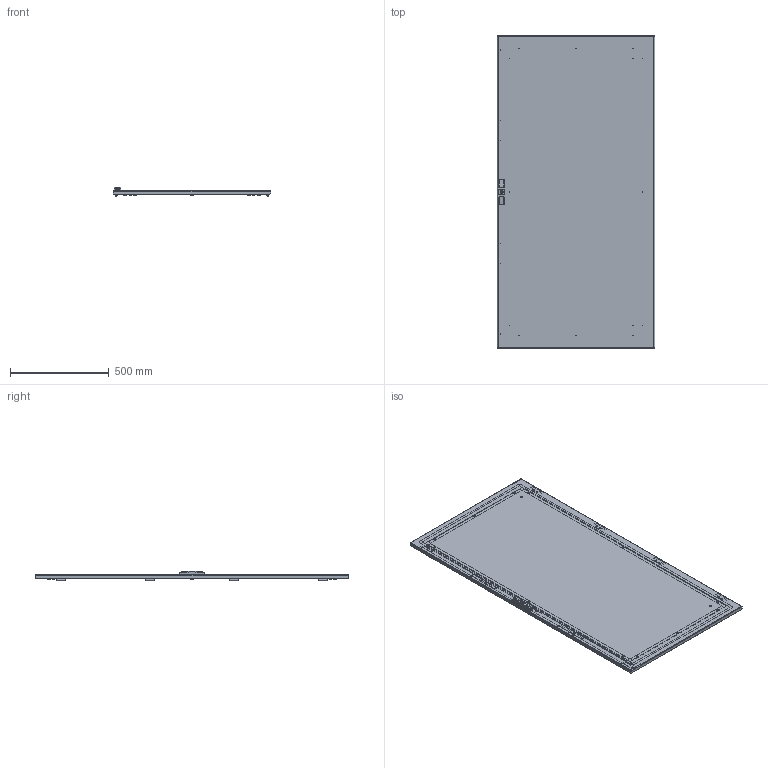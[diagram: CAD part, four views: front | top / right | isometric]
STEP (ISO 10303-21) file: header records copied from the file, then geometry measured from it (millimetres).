
FILE_DESCRIPTION (( 'STEP AP203' ), '1' );
FILE_NAME ('UR40702160800 Äâåðü ãëóõàÿ RS52 160.80 ÑÏ (000.801.407-02).STEP', '2022-04-08T09:28:17', ( '' ), ( '' ), 'SwSTEP 2.0', 'SolidWorks 2017', '' );
FILE_SCHEMA (( 'CONFIG_CONTROL_DESIGN' ));
Length unit declared in the file: millimetre
Products named in the file (27): 037-50 Ïåòëÿ LC3; UR40702160800 Äâåðü ãëóõàÿ RS52 160.80 ÑÏ (000.801.407-02); 040-194 Ïëàíêà çàïîðíàÿ_02 (160.00); 048-06 Ïðóæèíà ïåòëè çàæèìíàÿ; MS896 Çàìîê-íàêëàäêà îñíîâíàÿ äëÿ LC_Žâªàëâ®; Øïèëüêà çàçåìëåíèÿ CKF CS_Œ6å16; 040-238 Ïëàíêà çàïîðíàÿ_02 (160.00); Øàéáà 6402 Ò_Œ6; 050-42 Âòóëêà ñêðûòîé ïåòëè; Âèíò DIN 7500 C TORX_Œ5å16; Ãàéêà Ýðèêñîíà Ì6 ñ ïëîñêîé ãîëîâêîé; 012-1968 Ïàíåëü äâåðè RS52 160.00_02 (160.80); 000.231.069 Ðàìà óñèëèâàþùàÿ RS52_11 (160.80); 016-90 Øòûðü ïåòëè LC3; Âèíò ISO 10642 TX_Œ5å10; 000.800.061 Ïåòëÿ LC3_‡ ªàëâ®; Ãàéêà øåñòèãðàííàÿ âûñîêàÿ ñàìîñòîïîðÿùàÿñÿ ñ ôëàíöåì ÃÎÑÒ ISO 7043_Œ6; 029-373 Ñîåäèíèòåëü óãëîâîé ðàìêè äâåðè RS52; Óïëîòíèòåëü ÏÏÓ äëÿ äâåðêè LC3_08 (160å80); 040-237 Ïëàíêà çàïîðíàÿ ÏÐÎÁÀ 3_02 (160.00); Âèíò ISO 10642 TX_Œ5å16; 028-126 Ñêîáà LC3; 054-271 Ïîïåðå÷èíà äâåðè RS52_02 (00.80); 000.203.216 ﾄ粢 RS52 160.00_02 (160.80); 000.210.494 Îñíîâàíèå äâåðè RS52 160.00_02 (160.80); Øïèëüêà ðåçüáîâàÿ ñ î÷èñòêîé îò êðàñêè_Œ6å12; 054-270 Ñòîéêà äâåðè RS52_02 (160.00)
Assembly tree (104 placements, depth 4):
  UR40702160800 Äâåðü ãëóõàÿ RS52 160.80 ÑÏ (000.801.407-02)
    000.203.216 ﾄ粢 RS52 160.00_02 (160.80)
      000.210.494 Îñíîâàíèå äâåðè RS52 160.00_02 (160.80)
        012-1968 Ïàíåëü äâåðè RS52 160.00_02 (160.80)
        Øïèëüêà çàçåìëåíèÿ CKF CS_Œ6å16  x2
        Øïèëüêà ðåçüáîâàÿ ñ î÷èñòêîé îò êðàñêè_Œ6å12  x18
        050-42 Âòóëêà ñêðûòîé ïåòëè  x4
      000.231.069 Ðàìà óñèëèâàþùàÿ RS52_11 (160.80)
        054-270 Ñòîéêà äâåðè RS52_02 (160.00)  x2
        054-271 Ïîïåðå÷èíà äâåðè RS52_02 (00.80)  x2
        029-373 Ñîåäèíèòåëü óãëîâîé ðàìêè äâåðè RS52  x4
        Âèíò DIN 7500 C TORX_Œ5å16  x8
      Ãàéêà Ýðèêñîíà Ì6 ñ ïëîñêîé ãîëîâêîé  x12
      Óïëîòíèòåëü ÏÏÓ äëÿ äâåðêè LC3_08 (160å80)
      MS896 Çàìîê-íàêëàäêà îñíîâíàÿ äëÿ LC_Žâªàëâ®
      Âèíò ISO 10642 TX_Œ5å10  x2
      040-237 Ïëàíêà çàïîðíàÿ ÏÐÎÁÀ 3_02 (160.00)
      Øàéáà 6402 Ò_Œ6  x6
      Ãàéêà øåñòèãðàííàÿ âûñîêàÿ ñàìîñòîïîðÿùàÿñÿ ñ ôëàíöåì ÃÎÑÒ ISO 7043_Œ6  x6
      040-238 Ïëàíêà çàïîðíàÿ_02 (160.00)
      040-194 Ïëàíêà çàïîðíàÿ_02 (160.00)
    000.800.061 Ïåòëÿ LC3_‡ ªàëâ®  x4
      037-50 Ïåòëÿ LC3
      016-90 Øòûðü ïåòëè LC3
      048-06 Ïðóæèíà ïåòëè çàæèìíàÿ
    028-126 Ñêîáà LC3  x4
    Âèíò ISO 10642 TX_Œ5å16  x16
Bounding box: 796.8 x 1584 x 47.95 mm (x, y, z)
Volume: 3636267.8 mm3; surface area: 3669591.5 mm2
Topology: 117 solids, 121 shells, 4026 faces, 10749 edges, 6983 vertices
Faces by surface type: cylinder 1781, plane 1415, cone 492, bspline 220, torus 102, sphere 16
Entity records: 49554 total; most frequent: CARTESIAN_POINT 13398, DIRECTION 6696, ORIENTED_EDGE 6306, EDGE_CURVE 3156, AXIS2_PLACEMENT_3D 2495, VERTEX_POINT 2033, LINE 1706, VECTOR 1706
